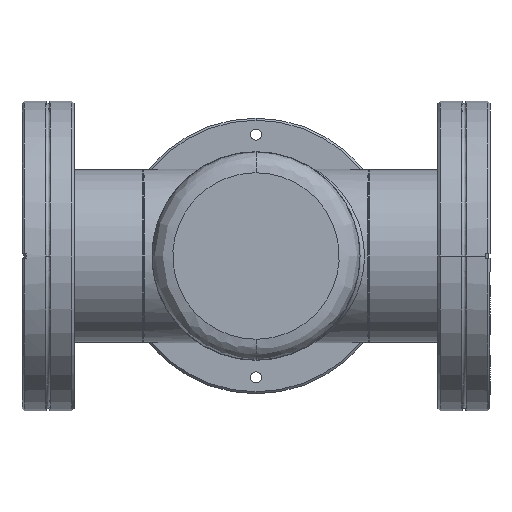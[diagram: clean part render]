
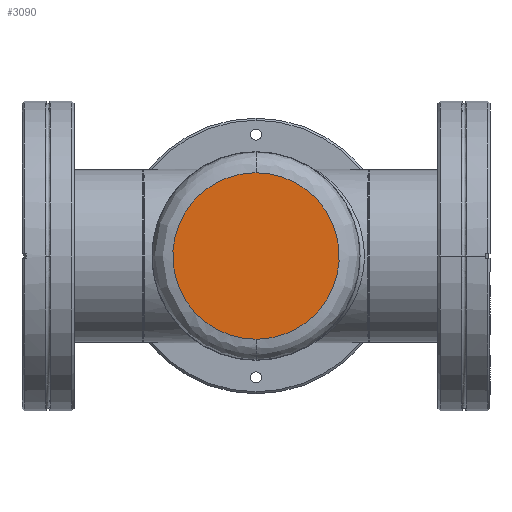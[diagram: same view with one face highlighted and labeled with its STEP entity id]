
A CAD part, front view. The second image highlights one B-rep face of the part: STEP entity #3090.
In plain terms, the highlighted planar face has unit normal (0, -1, 0).
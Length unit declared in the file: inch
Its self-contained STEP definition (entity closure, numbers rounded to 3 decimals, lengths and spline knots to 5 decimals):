
#3090 = ADVANCED_FACE ( 'NONE', ( #4469 ), #6709, .F. ) ;
#3268 = CARTESIAN_POINT ( 'NONE',  ( 0., -3.43, 1.2 ) ) ;
#3735 = VERTEX_POINT ( 'NONE', #6155 ) ;
#3741 = EDGE_CURVE ( 'NONE', #16760, #3735, #6240, .T. ) ;
#4469 = FACE_OUTER_BOUND ( 'NONE', #10321, .T. ) ;
#4745 = EDGE_CURVE ( 'NONE', #3735, #16760, #12484, .T. ) ;
#5677 = DIRECTION ( 'NONE',  ( 0., 0., 1. ) ) ;
#5700 = DIRECTION ( 'NONE',  ( 0., 1., 0. ) ) ;
#5875 = CARTESIAN_POINT ( 'NONE',  ( 0., -3.43, -1.2 ) ) ;
#5920 = CARTESIAN_POINT ( 'NONE',  ( 2.4, -3.43, -1.2 ) ) ;
#6012 = CARTESIAN_POINT ( 'NONE',  ( 0., -3.43, 1.2 ) ) ;
#6038 = CARTESIAN_POINT ( 'NONE',  ( 2.4, -3.43, 1.2 ) ) ;
#6155 = CARTESIAN_POINT ( 'NONE',  ( 0., -3.43, -1.2 ) ) ;
#6240 =( BOUNDED_CURVE ( )  B_SPLINE_CURVE ( 3, ( #6012, #6038, #5920, #5875 ),
 .UNSPECIFIED., .F., .F. ) 
 B_SPLINE_CURVE_WITH_KNOTS ( ( 4, 4 ),
 ( 0., 1. ),
 .UNSPECIFIED. ) 
 CURVE ( )  GEOMETRIC_REPRESENTATION_ITEM ( )  RATIONAL_B_SPLINE_CURVE ( ( 1., 0.333, 0.333, 1. ) ) 
 REPRESENTATION_ITEM ( '' )  );
#6709 = PLANE ( 'NONE',  #12181 ) ;
#10321 = EDGE_LOOP ( 'NONE', ( #12629, #12506 ) ) ;
#10744 = CARTESIAN_POINT ( 'NONE',  ( 0., -3.43, 0. ) ) ;
#11230 = CARTESIAN_POINT ( 'NONE',  ( 0., -3.43, -1.2 ) ) ;
#12181 = AXIS2_PLACEMENT_3D ( 'NONE', #10744, #5700, #5677 ) ;
#12484 =( BOUNDED_CURVE ( )  B_SPLINE_CURVE ( 3, ( #11230, #16466, #15675, #15531 ),
 .UNSPECIFIED., .F., .T. ) 
 B_SPLINE_CURVE_WITH_KNOTS ( ( 4, 4 ),
 ( 0., 1. ),
 .UNSPECIFIED. ) 
 CURVE ( )  GEOMETRIC_REPRESENTATION_ITEM ( )  RATIONAL_B_SPLINE_CURVE ( ( 1., 0.333, 0.333, 1. ) ) 
 REPRESENTATION_ITEM ( '' )  );
#12506 = ORIENTED_EDGE ( 'NONE', *, *, #4745, .F. ) ;
#12629 = ORIENTED_EDGE ( 'NONE', *, *, #3741, .F. ) ;
#15531 = CARTESIAN_POINT ( 'NONE',  ( 0., -3.43, 1.2 ) ) ;
#15675 = CARTESIAN_POINT ( 'NONE',  ( -2.4, -3.43, 1.2 ) ) ;
#16466 = CARTESIAN_POINT ( 'NONE',  ( -2.4, -3.43, -1.2 ) ) ;
#16760 = VERTEX_POINT ( 'NONE', #3268 ) ;
